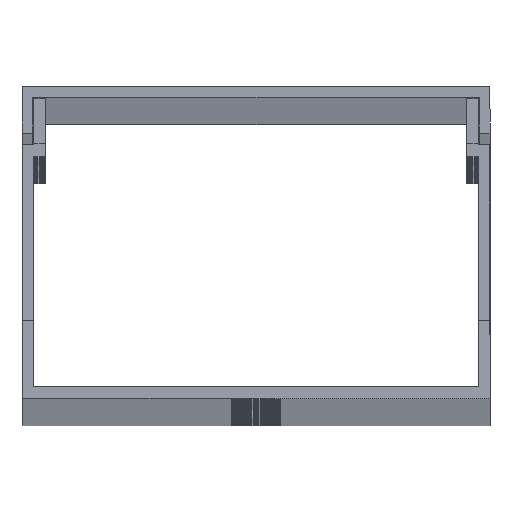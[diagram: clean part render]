
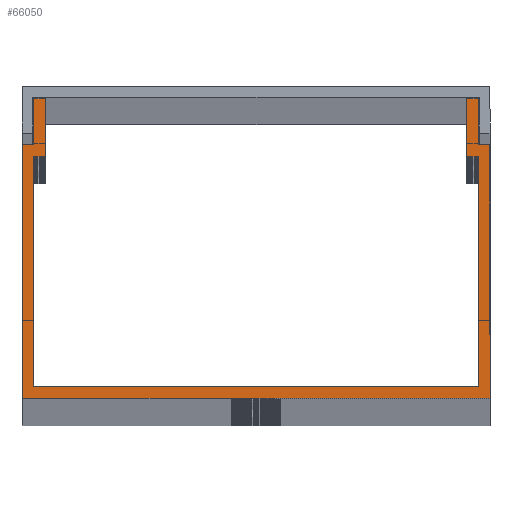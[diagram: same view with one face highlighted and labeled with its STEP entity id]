
A CAD part, top view. The second image highlights one B-rep face of the part: STEP entity #66050.
In plain terms, the highlighted planar face has unit normal (0, 0, 1).
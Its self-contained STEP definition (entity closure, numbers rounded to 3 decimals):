
#787 = DIRECTION ( 'NONE',  ( 1., 0., 0. ) ) ;
#1997 = VERTEX_POINT ( 'NONE', #23131 ) ;
#2207 = LINE ( 'NONE', #85557, #94008 ) ;
#6883 = VERTEX_POINT ( 'NONE', #61692 ) ;
#6945 = DIRECTION ( 'NONE',  ( 1., 0., 0. ) ) ;
#7280 = CARTESIAN_POINT ( 'NONE',  ( 28.5, 38.4, 1000. ) ) ;
#8804 = VECTOR ( 'NONE', #16785, 1000. ) ;
#9686 = VERTEX_POINT ( 'NONE', #76209 ) ;
#9802 = CARTESIAN_POINT ( 'NONE',  ( -27., 38.4, 1000. ) ) ;
#9813 = LINE ( 'NONE', #74236, #57125 ) ;
#9882 = ORIENTED_EDGE ( 'NONE', *, *, #82850, .T. ) ;
#11209 = ORIENTED_EDGE ( 'NONE', *, *, #46391, .T. ) ;
#11934 = EDGE_CURVE ( 'NONE', #72391, #1997, #71069, .T. ) ;
#12326 = CARTESIAN_POINT ( 'NONE',  ( -30., 32.5, 1000. ) ) ;
#12536 = ORIENTED_EDGE ( 'NONE', *, *, #96432, .T. ) ;
#13047 = LINE ( 'NONE', #52912, #104868 ) ;
#14154 = LINE ( 'NONE', #42281, #103221 ) ;
#14901 = LINE ( 'NONE', #34183, #103947 ) ;
#16785 = DIRECTION ( 'NONE',  ( 0., -1., 0. ) ) ;
#17124 = VECTOR ( 'NONE', #83145, 1000. ) ;
#21023 = CARTESIAN_POINT ( 'NONE',  ( -30., 0., 1000. ) ) ;
#21222 = CARTESIAN_POINT ( 'NONE',  ( -28.5, 38.4, 1000. ) ) ;
#22511 = DIRECTION ( 'NONE',  ( 0., -1., 0. ) ) ;
#22730 = LINE ( 'NONE', #12326, #17124 ) ;
#23131 = CARTESIAN_POINT ( 'NONE',  ( -28.5, 38.4, 1000. ) ) ;
#23132 = ORIENTED_EDGE ( 'NONE', *, *, #70782, .T. ) ;
#25340 = DIRECTION ( 'NONE',  ( 1., 0., 0. ) ) ;
#25579 = VERTEX_POINT ( 'NONE', #73865 ) ;
#29407 = VERTEX_POINT ( 'NONE', #93729 ) ;
#29521 = ORIENTED_EDGE ( 'NONE', *, *, #105202, .T. ) ;
#29587 = LINE ( 'NONE', #60308, #32351 ) ;
#32325 = LINE ( 'NONE', #63088, #100544 ) ;
#32351 = VECTOR ( 'NONE', #51393, 1000. ) ;
#33883 = PLANE ( 'NONE',  #111202 ) ;
#34183 = CARTESIAN_POINT ( 'NONE',  ( 27., 38.4, 1000. ) ) ;
#35392 = VECTOR ( 'NONE', #104998, 1000. ) ;
#41610 = CARTESIAN_POINT ( 'NONE',  ( -27., 31., 1000. ) ) ;
#42281 = CARTESIAN_POINT ( 'NONE',  ( 30., 0., 1000. ) ) ;
#42748 = CARTESIAN_POINT ( 'NONE',  ( 28.5, 32.5, 1000. ) ) ;
#43103 = DIRECTION ( 'NONE',  ( 0., -1., 0. ) ) ;
#45389 = DIRECTION ( 'NONE',  ( -1., 0., 0. ) ) ;
#46062 = EDGE_LOOP ( 'NONE', ( #12536, #11209, #108649, #9882, #29521, #103274, #101944, #51921, #47806, #97929, #49248, #73058, #95320, #53598, #52253, #23132 ) ) ;
#46391 = EDGE_CURVE ( 'NONE', #6883, #50921, #9813, .T. ) ;
#47399 = VECTOR ( 'NONE', #56223, 1000. ) ;
#47711 = VERTEX_POINT ( 'NONE', #66797 ) ;
#47806 = ORIENTED_EDGE ( 'NONE', *, *, #63470, .T. ) ;
#48160 = CARTESIAN_POINT ( 'NONE',  ( -28.5, 32.5, 1000. ) ) ;
#48730 = EDGE_CURVE ( 'NONE', #91528, #25579, #32325, .T. ) ;
#49208 = VECTOR ( 'NONE', #787, 1000. ) ;
#49248 = ORIENTED_EDGE ( 'NONE', *, *, #86638, .T. ) ;
#50582 = DIRECTION ( 'NONE',  ( 1., 0., 0. ) ) ;
#50921 = VERTEX_POINT ( 'NONE', #21023 ) ;
#51393 = DIRECTION ( 'NONE',  ( -1., 0., 0. ) ) ;
#51921 = ORIENTED_EDGE ( 'NONE', *, *, #74817, .T. ) ;
#52030 = VECTOR ( 'NONE', #70394, 1000. ) ;
#52175 = CARTESIAN_POINT ( 'NONE',  ( 28.5, 10.245, 1000. ) ) ;
#52253 = ORIENTED_EDGE ( 'NONE', *, *, #11934, .T. ) ;
#52382 = EDGE_CURVE ( 'NONE', #25579, #76280, #64943, .T. ) ;
#52912 = CARTESIAN_POINT ( 'NONE',  ( -27., 38.4, 1000. ) ) ;
#53598 = ORIENTED_EDGE ( 'NONE', *, *, #63384, .T. ) ;
#56166 = VECTOR ( 'NONE', #22511, 1000. ) ;
#56223 = DIRECTION ( 'NONE',  ( -1., 0., 0. ) ) ;
#57125 = VECTOR ( 'NONE', #109625, 1000. ) ;
#57463 = EDGE_CURVE ( 'NONE', #89638, #72024, #100685, .T. ) ;
#58951 = LINE ( 'NONE', #93657, #56166 ) ;
#59362 = VECTOR ( 'NONE', #50582, 1000. ) ;
#60308 = CARTESIAN_POINT ( 'NONE',  ( 30., 32.5, 1000. ) ) ;
#60325 = VERTEX_POINT ( 'NONE', #48160 ) ;
#60730 = VECTOR ( 'NONE', #45389, 1000. ) ;
#60732 = FACE_OUTER_BOUND ( 'NONE', #46062, .T. ) ;
#61429 = CARTESIAN_POINT ( 'NONE',  ( 30., 0., 1000. ) ) ;
#61692 = CARTESIAN_POINT ( 'NONE',  ( -30., 32.5, 1000. ) ) ;
#62382 = CARTESIAN_POINT ( 'NONE',  ( -28.5, 1.5, 1000. ) ) ;
#62788 = VERTEX_POINT ( 'NONE', #88231 ) ;
#63018 = CARTESIAN_POINT ( 'NONE',  ( 27., 31., 1000. ) ) ;
#63088 = CARTESIAN_POINT ( 'NONE',  ( -28.5, 1.5, 1000. ) ) ;
#63384 = EDGE_CURVE ( 'NONE', #76280, #72391, #13047, .T. ) ;
#63470 = EDGE_CURVE ( 'NONE', #29407, #89638, #75702, .T. ) ;
#64592 = CARTESIAN_POINT ( 'NONE',  ( -27., 31., 1000. ) ) ;
#64943 = LINE ( 'NONE', #41610, #59362 ) ;
#66050 = ADVANCED_FACE ( 'NONE', ( #60732 ), #33883, .T. ) ;
#66550 = EDGE_CURVE ( 'NONE', #70970, #62788, #2207, .T. ) ;
#66797 = CARTESIAN_POINT ( 'NONE',  ( 30., 0., 1000. ) ) ;
#69690 = CARTESIAN_POINT ( 'NONE',  ( -28.5, 32.5, 1000. ) ) ;
#70101 = CARTESIAN_POINT ( 'NONE',  ( 28.5, 31., 1000. ) ) ;
#70360 = EDGE_CURVE ( 'NONE', #79652, #70970, #106359, .T. ) ;
#70394 = DIRECTION ( 'NONE',  ( 0., 1., 0. ) ) ;
#70782 = EDGE_CURVE ( 'NONE', #1997, #60325, #58951, .T. ) ;
#70802 = DIRECTION ( 'NONE',  ( 0., 1., 0. ) ) ;
#70970 = VERTEX_POINT ( 'NONE', #7280 ) ;
#71069 = LINE ( 'NONE', #21222, #47399 ) ;
#72024 = VERTEX_POINT ( 'NONE', #73671 ) ;
#72035 = DIRECTION ( 'NONE',  ( 0., 1., 0. ) ) ;
#72391 = VERTEX_POINT ( 'NONE', #9802 ) ;
#73058 = ORIENTED_EDGE ( 'NONE', *, *, #48730, .T. ) ;
#73671 = CARTESIAN_POINT ( 'NONE',  ( 28.5, 1.5, 1000. ) ) ;
#73865 = CARTESIAN_POINT ( 'NONE',  ( -28.5, 31., 1000. ) ) ;
#74236 = CARTESIAN_POINT ( 'NONE',  ( -30., 0., 1000. ) ) ;
#74817 = EDGE_CURVE ( 'NONE', #62788, #29407, #14901, .T. ) ;
#75702 = LINE ( 'NONE', #63018, #49208 ) ;
#76209 = CARTESIAN_POINT ( 'NONE',  ( 30., 32.5, 1000. ) ) ;
#76280 = VERTEX_POINT ( 'NONE', #64592 ) ;
#77080 = CARTESIAN_POINT ( 'NONE',  ( 28.5, 32.5, 1000. ) ) ;
#78605 = DIRECTION ( 'NONE',  ( 0., 0., 1. ) ) ;
#79652 = VERTEX_POINT ( 'NONE', #77080 ) ;
#82850 = EDGE_CURVE ( 'NONE', #47711, #9686, #99415, .T. ) ;
#83145 = DIRECTION ( 'NONE',  ( -1., 0., 0. ) ) ;
#85557 = CARTESIAN_POINT ( 'NONE',  ( 28.5, 38.4, 1000. ) ) ;
#85941 = DIRECTION ( 'NONE',  ( -1., 0., 0. ) ) ;
#86638 = EDGE_CURVE ( 'NONE', #72024, #91528, #105258, .T. ) ;
#88231 = CARTESIAN_POINT ( 'NONE',  ( 27., 38.4, 1000. ) ) ;
#89638 = VERTEX_POINT ( 'NONE', #70101 ) ;
#89759 = CARTESIAN_POINT ( 'NONE',  ( 28.5, 1.5, 1000. ) ) ;
#91528 = VERTEX_POINT ( 'NONE', #62382 ) ;
#93657 = CARTESIAN_POINT ( 'NONE',  ( -28.5, 32.5, 1000. ) ) ;
#93729 = CARTESIAN_POINT ( 'NONE',  ( 27., 31., 1000. ) ) ;
#94008 = VECTOR ( 'NONE', #85941, 1000. ) ;
#95320 = ORIENTED_EDGE ( 'NONE', *, *, #52382, .T. ) ;
#96432 = EDGE_CURVE ( 'NONE', #60325, #6883, #22730, .T. ) ;
#97902 = EDGE_CURVE ( 'NONE', #50921, #47711, #14154, .T. ) ;
#97929 = ORIENTED_EDGE ( 'NONE', *, *, #57463, .T. ) ;
#99415 = LINE ( 'NONE', #61429, #52030 ) ;
#100544 = VECTOR ( 'NONE', #72035, 1000. ) ;
#100685 = LINE ( 'NONE', #52175, #8804 ) ;
#101944 = ORIENTED_EDGE ( 'NONE', *, *, #66550, .T. ) ;
#103221 = VECTOR ( 'NONE', #6945, 1000. ) ;
#103274 = ORIENTED_EDGE ( 'NONE', *, *, #70360, .T. ) ;
#103947 = VECTOR ( 'NONE', #43103, 1000. ) ;
#104868 = VECTOR ( 'NONE', #70802, 1000. ) ;
#104998 = DIRECTION ( 'NONE',  ( 0., 1., 0. ) ) ;
#105202 = EDGE_CURVE ( 'NONE', #9686, #79652, #29587, .T. ) ;
#105258 = LINE ( 'NONE', #89759, #60730 ) ;
#106359 = LINE ( 'NONE', #42748, #35392 ) ;
#108649 = ORIENTED_EDGE ( 'NONE', *, *, #97902, .T. ) ;
#109625 = DIRECTION ( 'NONE',  ( 0., -1., 0. ) ) ;
#111202 = AXIS2_PLACEMENT_3D ( 'NONE', #69690, #78605, #25340 ) ;
